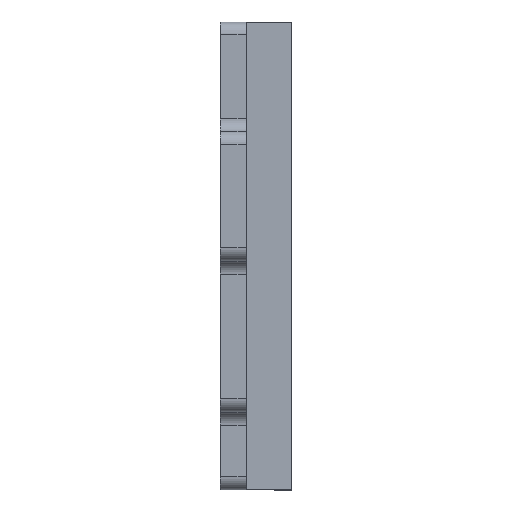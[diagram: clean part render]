
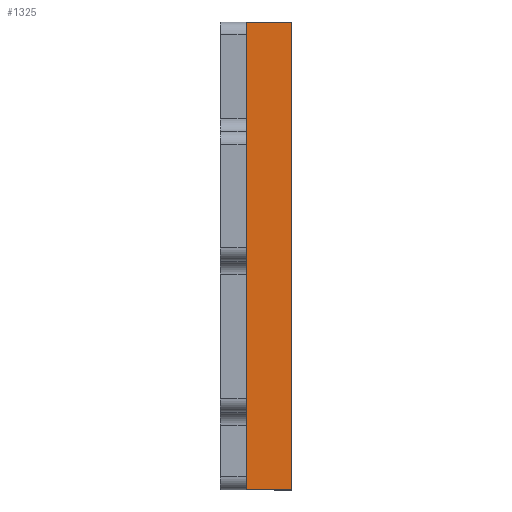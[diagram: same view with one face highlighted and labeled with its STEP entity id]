
A CAD part, top view. The second image highlights one B-rep face of the part: STEP entity #1325.
In plain terms, the highlighted planar face has unit normal (0, 0, 1).
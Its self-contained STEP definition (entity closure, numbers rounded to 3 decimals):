
#69=PLANE('',#1467);
#127=FACE_OUTER_BOUND('',#206,.T.);
#206=EDGE_LOOP('',(#1144,#1145,#1146,#1147));
#277=LINE('',#2029,#397);
#338=LINE('',#2223,#458);
#339=LINE('',#2225,#459);
#340=LINE('',#2226,#460);
#397=VECTOR('',#1615,10.);
#458=VECTOR('',#1830,10.);
#459=VECTOR('',#1831,10.);
#460=VECTOR('',#1832,10.);
#598=VERTEX_POINT('',#2026);
#599=VERTEX_POINT('',#2028);
#655=VERTEX_POINT('',#2222);
#656=VERTEX_POINT('',#2224);
#737=EDGE_CURVE('',#598,#599,#277,.T.);
#834=EDGE_CURVE('',#599,#655,#338,.T.);
#835=EDGE_CURVE('',#656,#598,#339,.T.);
#836=EDGE_CURVE('',#655,#656,#340,.T.);
#1144=ORIENTED_EDGE('',*,*,#834,.F.);
#1145=ORIENTED_EDGE('',*,*,#737,.F.);
#1146=ORIENTED_EDGE('',*,*,#835,.F.);
#1147=ORIENTED_EDGE('',*,*,#836,.F.);
#1325=ADVANCED_FACE('',(#127),#69,.T.);
#1467=AXIS2_PLACEMENT_3D('',#2221,#1828,#1829);
#1615=DIRECTION('',(-1.,0.,0.));
#1828=DIRECTION('center_axis',(0.,0.,
1.));
#1829=DIRECTION('ref_axis',(0.,-1.,0.));
#1830=DIRECTION('',(0.,1.,0.));
#1831=DIRECTION('',(0.,-1.,0.));
#1832=DIRECTION('',(1.,0.,0.));
#2026=CARTESIAN_POINT('',(14.798,13.672,-31.203));
#2028=CARTESIAN_POINT('',(7.798,13.672,-31.203));
#2029=CARTESIAN_POINT('',(14.798,13.672,-31.203));
#2221=CARTESIAN_POINT('Origin',(7.798,86.,-31.203));
#2222=CARTESIAN_POINT('',(7.798,86.,-31.203));
#2223=CARTESIAN_POINT('',(7.798,70.918,-31.203));
#2224=CARTESIAN_POINT('',(14.798,86.,-31.203));
#2225=CARTESIAN_POINT('',(14.798,86.,-31.203));
#2226=CARTESIAN_POINT('',(7.798,86.,-31.203));
